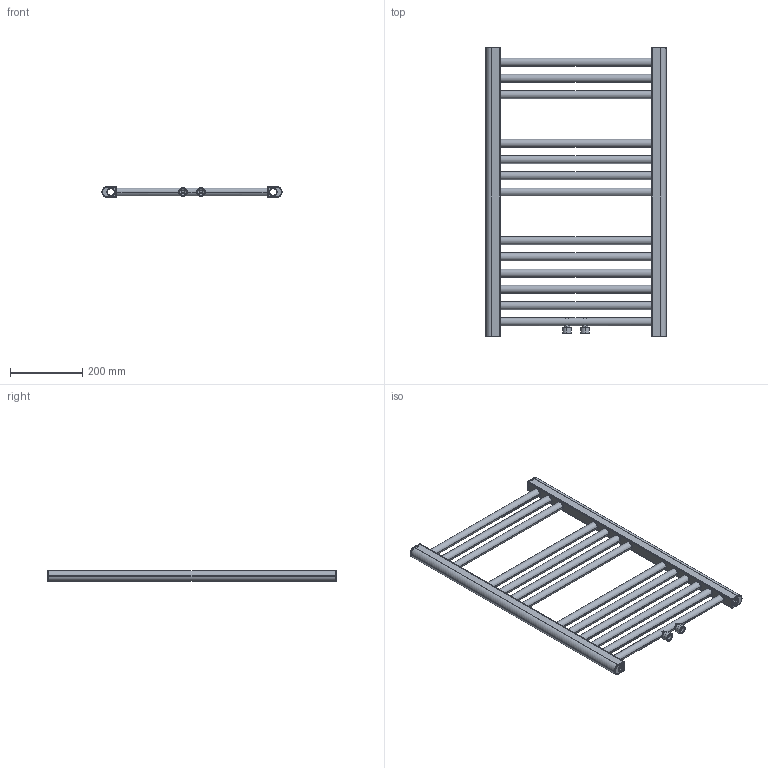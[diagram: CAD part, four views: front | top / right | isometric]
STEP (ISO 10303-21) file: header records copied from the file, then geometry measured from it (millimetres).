
FILE_DESCRIPTION((''),'2;1');
FILE_NAME('U0548883_ASM','2023-09-05T11:18:55',('mgokkaya'),(''),'CREO PARAMETRIC BY PTC INC, 2022244','CREO PARAMETRIC BY PTC INC, 2022244','');
FILE_SCHEMA(('AUTOMOTIVE_DESIGN { 1 0 10303 214 1 1 1 1 }'));
Length unit declared in the file: millimetre
Products named in the file (7): U0547381; U0547363; U0547358; U0548199; U0547397; U0548205_ASM; U0548883_ASM
Assembly tree (22 placements, depth 3):
  U0548883_ASM
    U0547381  x2
    U0547363  x12
    U0547358  x4
    U0548205_ASM
      U0548199
      U0547397  x2
Bounding box: 500.2 x 803.5 x 30.15 mm (x, y, z)
Volume: 579960.2 mm3; surface area: 1131867.4 mm2
Topology: 25 solids, 29 shells, 1506 faces, 3864 edges, 2404 vertices
Faces by surface type: plane 686, cylinder 330, torus 260, cone 222, bspline 8
Entity records: 16326 total; most frequent: CARTESIAN_POINT 2713, DIRECTION 2493, ORIENTED_EDGE 1950, COLOUR_RGB 1369, EDGE_CURVE 977, AXIS2_PLACEMENT_3D 895, VECTOR 683, LINE 683
